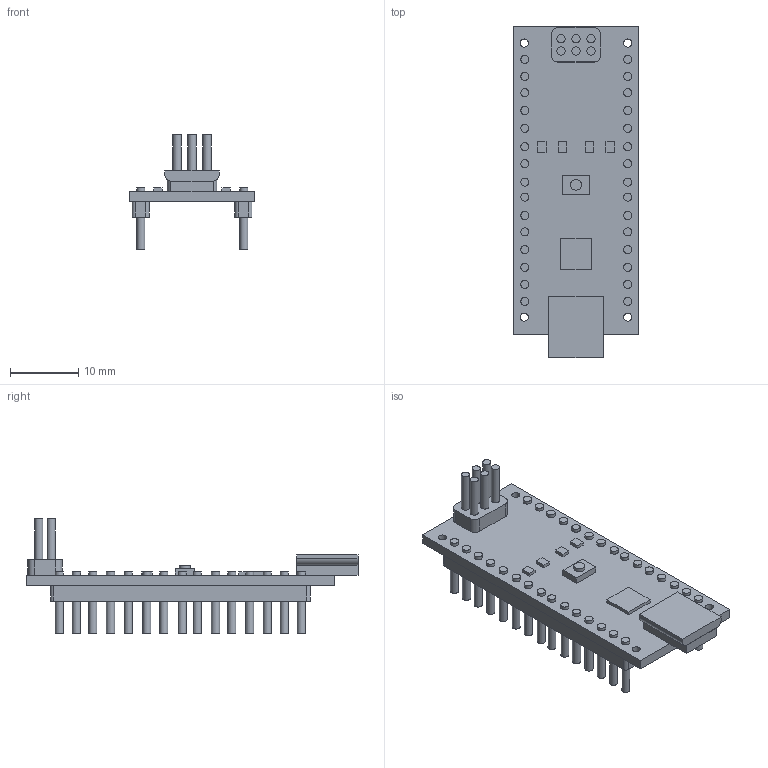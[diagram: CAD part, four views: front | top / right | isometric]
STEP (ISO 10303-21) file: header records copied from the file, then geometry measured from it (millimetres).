
FILE_DESCRIPTION(('FreeCAD Model'),'2;1');
FILE_NAME('arduino_nano.step','2020-12-14T09:30:37',('Author'),(''), 'Open CASCADE STEP processor 7.3','FreeCAD','Unknown');
FILE_SCHEMA(('AUTOMOTIVE_DESIGN { 1 0 10303 214 1 1 1 1 }'));
Length unit declared in the file: millimetre
Products named in the file (1): Pad011
Bounding box: 18.4 x 48.7 x 16.8 mm (x, y, z)
Volume: 2191.5 mm3; surface area: 3212.6 mm2
Topology: 1 solids, 1 shells, 217 faces, 411 edges, 272 vertices
Faces by surface type: plane 132, cylinder 85
Full cylindrical faces by diameter (mm): 1.2 x70, 1.6 x1
Entity records: 12520 total; most frequent: CARTESIAN_POINT 2115, DIRECTION 1741, LINE 837, VECTOR 837, ORIENTED_EDGE 822, PCURVE 822, DEFINITIONAL_REPRESENTATION 822, EDGE_CURVE 411
